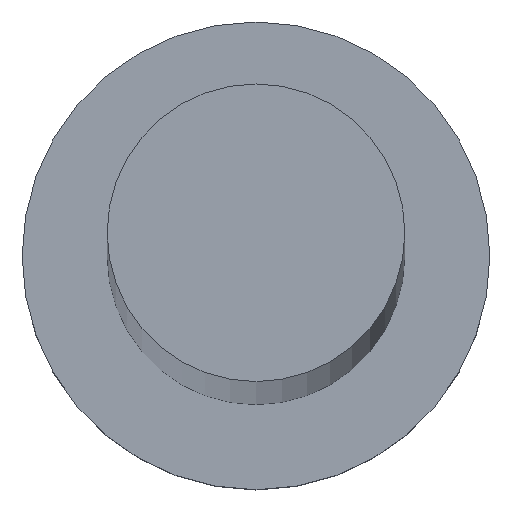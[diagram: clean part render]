
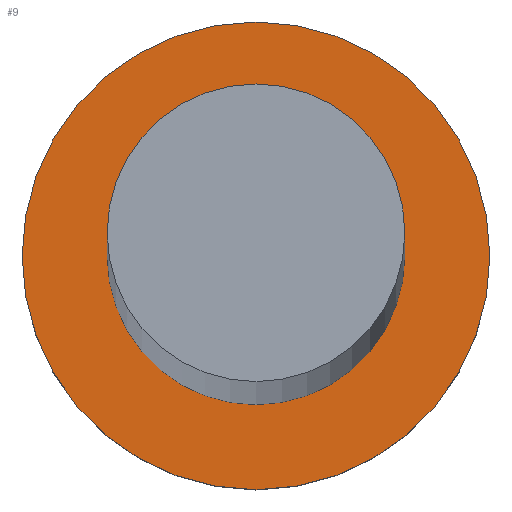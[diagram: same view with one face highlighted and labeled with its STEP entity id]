
A CAD part, top view. The second image highlights one B-rep face of the part: STEP entity #9.
In plain terms, the highlighted planar face has unit normal (0, 0, 1).
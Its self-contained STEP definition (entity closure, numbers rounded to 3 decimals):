
#1 = CARTESIAN_POINT ( 'NONE',  ( -7., 0., 7. ) ) ;
#9 = ADVANCED_FACE ( 'NONE', ( #131, #40 ), #238, .T. ) ;
#19 = AXIS2_PLACEMENT_3D ( 'NONE', #176, #218, #116 ) ;
#26 = CIRCLE ( 'NONE', #243, 11. ) ;
#34 = DIRECTION ( 'NONE',  ( 0., 0., 1. ) ) ;
#37 = DIRECTION ( 'NONE',  ( 0., 0., 1. ) ) ;
#40 = FACE_OUTER_BOUND ( 'NONE', #48, .T. ) ;
#48 = EDGE_LOOP ( 'NONE', ( #156, #211 ) ) ;
#54 = CARTESIAN_POINT ( 'NONE',  ( 0., 0., 7. ) ) ;
#56 = DIRECTION ( 'NONE',  ( 1., 0., 0. ) ) ;
#58 = EDGE_LOOP ( 'NONE', ( #226, #70 ) ) ;
#70 = ORIENTED_EDGE ( 'NONE', *, *, #90, .F. ) ;
#71 = AXIS2_PLACEMENT_3D ( 'NONE', #54, #34, #73 ) ;
#73 = DIRECTION ( 'NONE',  ( 1., 0., 0. ) ) ;
#76 = CARTESIAN_POINT ( 'NONE',  ( -11., 0., 7. ) ) ;
#90 = EDGE_CURVE ( 'NONE', #160, #107, #201, .T. ) ;
#96 = DIRECTION ( 'NONE',  ( 1., 0., 0. ) ) ;
#100 = AXIS2_PLACEMENT_3D ( 'NONE', #113, #37, #56 ) ;
#107 = VERTEX_POINT ( 'NONE', #1 ) ;
#113 = CARTESIAN_POINT ( 'NONE',  ( 0., 0., 7. ) ) ;
#116 = DIRECTION ( 'NONE',  ( 1., 0., 0. ) ) ;
#121 = AXIS2_PLACEMENT_3D ( 'NONE', #177, #237, #153 ) ;
#126 = CIRCLE ( 'NONE', #19, 7. ) ;
#130 = VERTEX_POINT ( 'NONE', #76 ) ;
#131 = FACE_BOUND ( 'NONE', #58, .T. ) ;
#137 = EDGE_CURVE ( 'NONE', #208, #130, #26, .T. ) ;
#138 = DIRECTION ( 'NONE',  ( 0., 0., 1. ) ) ;
#153 = DIRECTION ( 'NONE',  ( 1., 0., 0. ) ) ;
#156 = ORIENTED_EDGE ( 'NONE', *, *, #232, .T. ) ;
#159 = EDGE_CURVE ( 'NONE', #107, #160, #126, .T. ) ;
#160 = VERTEX_POINT ( 'NONE', #180 ) ;
#173 = CIRCLE ( 'NONE', #121, 11. ) ;
#176 = CARTESIAN_POINT ( 'NONE',  ( 0., 0., 7. ) ) ;
#177 = CARTESIAN_POINT ( 'NONE',  ( 0., 0., 7. ) ) ;
#180 = CARTESIAN_POINT ( 'NONE',  ( 7., 0., 7. ) ) ;
#201 = CIRCLE ( 'NONE', #71, 7. ) ;
#208 = VERTEX_POINT ( 'NONE', #247 ) ;
#211 = ORIENTED_EDGE ( 'NONE', *, *, #137, .T. ) ;
#214 = CARTESIAN_POINT ( 'NONE',  ( 0., 0., 7. ) ) ;
#218 = DIRECTION ( 'NONE',  ( 0., 0., 1. ) ) ;
#226 = ORIENTED_EDGE ( 'NONE', *, *, #159, .F. ) ;
#232 = EDGE_CURVE ( 'NONE', #130, #208, #173, .T. ) ;
#237 = DIRECTION ( 'NONE',  ( 0., 0., 1. ) ) ;
#238 = PLANE ( 'NONE',  #100 ) ;
#243 = AXIS2_PLACEMENT_3D ( 'NONE', #214, #138, #96 ) ;
#247 = CARTESIAN_POINT ( 'NONE',  ( 11., 0., 7. ) ) ;
